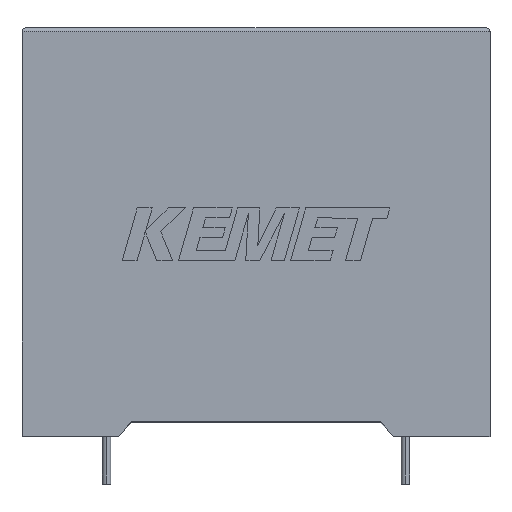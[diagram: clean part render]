
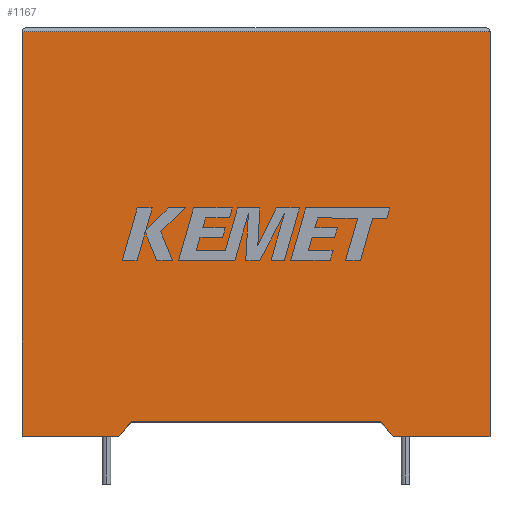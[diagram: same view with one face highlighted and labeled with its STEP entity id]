
A CAD part, top view. The second image highlights one B-rep face of the part: STEP entity #1167.
In plain terms, the highlighted planar face has unit normal (0, 0, 1).
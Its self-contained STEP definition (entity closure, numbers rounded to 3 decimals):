
#2 = CARTESIAN_POINT ( 'NONE',  ( 0., 0., 36.2 ) ) ;
#40 = CARTESIAN_POINT ( 'NONE',  ( 44.97, 1.765, 36.2 ) ) ;
#117 = LINE ( 'NONE', #2020, #2565 ) ;
#132 = VERTEX_POINT ( 'NONE', #1191 ) ;
#148 = VERTEX_POINT ( 'NONE', #209 ) ;
#175 = ORIENTED_EDGE ( 'NONE', *, *, #318, .F. ) ;
#209 = CARTESIAN_POINT ( 'NONE',  ( 12.1, 0., 36.2 ) ) ;
#317 = EDGE_CURVE ( 'NONE', #2919, #132, #1318, .T. ) ;
#318 = EDGE_CURVE ( 'NONE', #1645, #2057, #117, .T. ) ;
#386 = PLANE ( 'NONE',  #477 ) ;
#449 = ORIENTED_EDGE ( 'NONE', *, *, #317, .T. ) ;
#477 = AXIS2_PLACEMENT_3D ( 'NONE', #2496, #2749, #1339 ) ;
#558 = DIRECTION ( 'NONE',  ( 1., 0., 0. ) ) ;
#674 = ORIENTED_EDGE ( 'NONE', *, *, #689, .T. ) ;
#689 = EDGE_CURVE ( 'NONE', #899, #2919, #2429, .T. ) ;
#750 = VECTOR ( 'NONE', #2559, 1000. ) ;
#768 = VECTOR ( 'NONE', #558, 1000. ) ;
#884 = CARTESIAN_POINT ( 'NONE',  ( 12.1, 0., 36.2 ) ) ;
#899 = VERTEX_POINT ( 'NONE', #1425 ) ;
#914 = ORIENTED_EDGE ( 'NONE', *, *, #1214, .T. ) ;
#929 = CARTESIAN_POINT ( 'NONE',  ( 0., 50.7, 36.2 ) ) ;
#933 = DIRECTION ( 'NONE',  ( 0., -1., 0. ) ) ;
#946 = VECTOR ( 'NONE', #1592, 1000. ) ;
#979 = CARTESIAN_POINT ( 'NONE',  ( 0., 0., 36.2 ) ) ;
#990 = DIRECTION ( 'NONE',  ( 1., 0., 0. ) ) ;
#1046 = EDGE_CURVE ( 'NONE', #1421, #148, #1974, .T. ) ;
#1050 = CARTESIAN_POINT ( 'NONE',  ( 58.7, 0., 36.2 ) ) ;
#1084 = LINE ( 'NONE', #884, #946 ) ;
#1161 = CARTESIAN_POINT ( 'NONE',  ( 46.6, 0., 36.2 ) ) ;
#1167 = ADVANCED_FACE ( 'NONE', ( #1815 ), #386, .F. ) ;
#1189 = LINE ( 'NONE', #1161, #2918 ) ;
#1191 = CARTESIAN_POINT ( 'NONE',  ( 58.7, 50.7, 36.2 ) ) ;
#1194 = ORIENTED_EDGE ( 'NONE', *, *, #2157, .F. ) ;
#1214 = EDGE_CURVE ( 'NONE', #1645, #899, #1189, .T. ) ;
#1309 = CARTESIAN_POINT ( 'NONE',  ( 0., 0., 36.2 ) ) ;
#1318 = LINE ( 'NONE', #2220, #1588 ) ;
#1339 = DIRECTION ( 'NONE',  ( -1., 0., 0. ) ) ;
#1346 = EDGE_LOOP ( 'NONE', ( #449, #1375, #1825, #1632, #1194, #175, #914, #674 ) ) ;
#1375 = ORIENTED_EDGE ( 'NONE', *, *, #2774, .T. ) ;
#1421 = VERTEX_POINT ( 'NONE', #979 ) ;
#1425 = CARTESIAN_POINT ( 'NONE',  ( 46.6, 0., 36.2 ) ) ;
#1439 = DIRECTION ( 'NONE',  ( 0.678, -0.735, 0. ) ) ;
#1499 = VECTOR ( 'NONE', #990, 1000. ) ;
#1588 = VECTOR ( 'NONE', #2505, 1000. ) ;
#1592 = DIRECTION ( 'NONE',  ( -0.678, -0.735, 0. ) ) ;
#1632 = ORIENTED_EDGE ( 'NONE', *, *, #1046, .T. ) ;
#1645 = VERTEX_POINT ( 'NONE', #40 ) ;
#1815 = FACE_OUTER_BOUND ( 'NONE', #1346, .T. ) ;
#1825 = ORIENTED_EDGE ( 'NONE', *, *, #2027, .T. ) ;
#1974 = LINE ( 'NONE', #1309, #1499 ) ;
#2020 = CARTESIAN_POINT ( 'NONE',  ( 29.35, 1.765, 36.2 ) ) ;
#2027 = EDGE_CURVE ( 'NONE', #2337, #1421, #2133, .T. ) ;
#2057 = VERTEX_POINT ( 'NONE', #2899 ) ;
#2133 = LINE ( 'NONE', #2, #2586 ) ;
#2157 = EDGE_CURVE ( 'NONE', #2057, #148, #1084, .T. ) ;
#2218 = CARTESIAN_POINT ( 'NONE',  ( 0., 0., 36.2 ) ) ;
#2220 = CARTESIAN_POINT ( 'NONE',  ( 58.7, 0., 36.2 ) ) ;
#2288 = CARTESIAN_POINT ( 'NONE',  ( 0., 50.7, 36.2 ) ) ;
#2337 = VERTEX_POINT ( 'NONE', #929 ) ;
#2429 = LINE ( 'NONE', #2218, #768 ) ;
#2496 = CARTESIAN_POINT ( 'NONE',  ( 0., 0., 36.2 ) ) ;
#2505 = DIRECTION ( 'NONE',  ( 0., 1., 0. ) ) ;
#2559 = DIRECTION ( 'NONE',  ( -1., 0., 0. ) ) ;
#2565 = VECTOR ( 'NONE', #2971, 1000. ) ;
#2586 = VECTOR ( 'NONE', #933, 1000. ) ;
#2749 = DIRECTION ( 'NONE',  ( 0., 0., -1. ) ) ;
#2774 = EDGE_CURVE ( 'NONE', #132, #2337, #2991, .T. ) ;
#2899 = CARTESIAN_POINT ( 'NONE',  ( 13.73, 1.765, 36.2 ) ) ;
#2918 = VECTOR ( 'NONE', #1439, 1000. ) ;
#2919 = VERTEX_POINT ( 'NONE', #1050 ) ;
#2971 = DIRECTION ( 'NONE',  ( -1., 0., 0. ) ) ;
#2991 = LINE ( 'NONE', #2288, #750 ) ;
